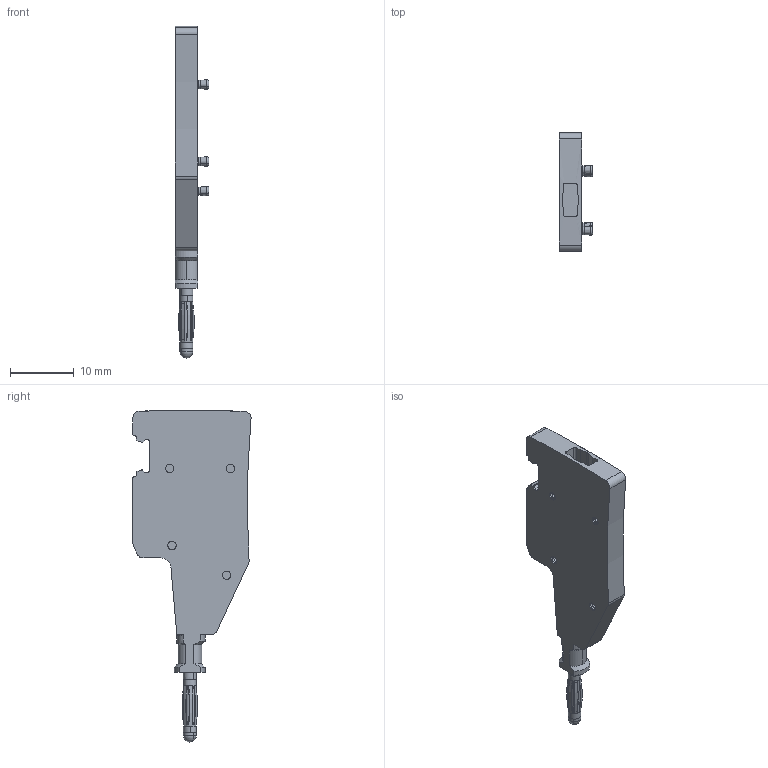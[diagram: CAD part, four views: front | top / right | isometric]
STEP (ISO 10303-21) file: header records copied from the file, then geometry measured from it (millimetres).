
FILE_DESCRIPTION(('CATIA V5R20 STEP214','CAx-IF Rec.Pracs.--- Model Styling and Organization---1.2---2011-12-15'),'2;1');
FILE_NAME ('8641247_2', '2016-01-15T09:52:07+00:00', ('Weidmueller Interface'), ('Weidmueller'), 'CATIA Version 5-6 Release 2014 SP4', 'CATIA V5 STEP AP214', 'none');
FILE_SCHEMA(('AUTOMOTIVE_DESIGN { 1 0 10303 214 1 1 1 1 }'));
Length unit declared in the file: millimetre
Products named in the file (1): 1991880000_ATPG_1-5-MI-R
Bounding box: 5.27 x 18.48 x 51.95 mm (x, y, z)
Volume: 1788.7 mm3; surface area: 1788 mm2
Topology: 2 solids, 2 shells, 219 faces, 584 edges, 379 vertices
Faces by surface type: cylinder 88, plane 80, extrusion 21, cone 20, torus 8, sphere 2
Entity records: 6678 total; most frequent: CARTESIAN_POINT 1526, ORIENTED_EDGE 1164, DIRECTION 824, EDGE_CURVE 582, VERTEX_POINT 379, AXIS2_PLACEMENT_3D 345, VECTOR 338, LINE 317
